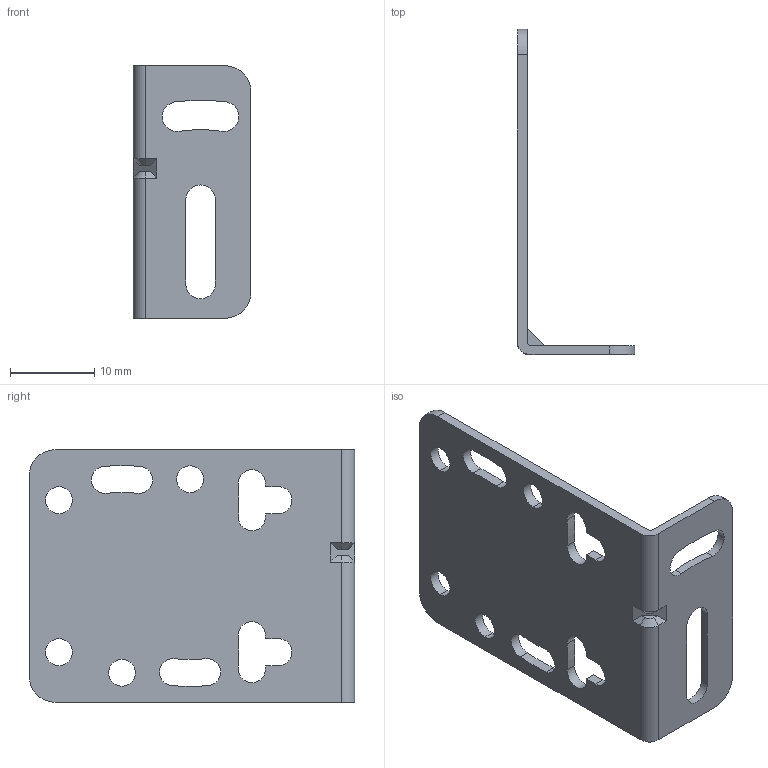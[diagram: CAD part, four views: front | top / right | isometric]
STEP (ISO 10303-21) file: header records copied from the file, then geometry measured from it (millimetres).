
FILE_DESCRIPTION((''),'2;1');
FILE_NAME('156742_SW','2011-10-06T',('banengservice'),('BANNER ENGINEERING'),'PRO/ENGINEER BY PARAMETRIC TECHNOLOGY CORPORATION, 2009141','PRO/ENGINEER BY PARAMETRIC TECHNOLOGY CORPORATION, 2009141','');
FILE_SCHEMA(('CONFIG_CONTROL_DESIGN'));
Length unit declared in the file: inch
Products named in the file (1): 156742_SW
Bounding box: 13.97 x 38.61 x 29.97 mm (x, y, z)
Volume: 1538.3 mm3; surface area: 3014.7 mm2
Topology: 1 solids, 1 shells, 68 faces, 194 edges, 128 vertices
Faces by surface type: cylinder 42, plane 24, cone 2
Entity records: 2332 total; most frequent: DIRECTION 416, CARTESIAN_POINT 390, ORIENTED_EDGE 388, EDGE_CURVE 194, AXIS2_PLACEMENT_3D 154, VERTEX_POINT 128, VECTOR 108, LINE 108
